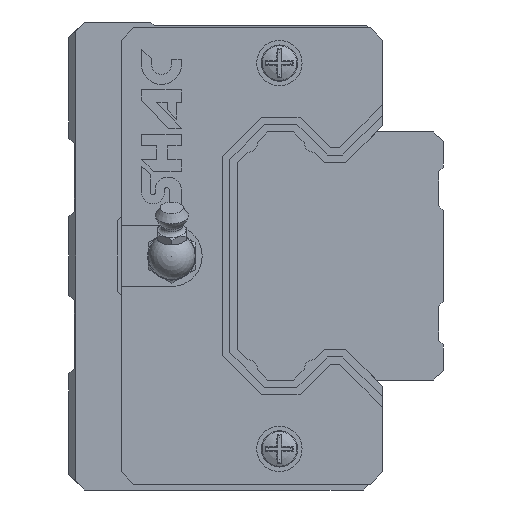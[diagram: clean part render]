
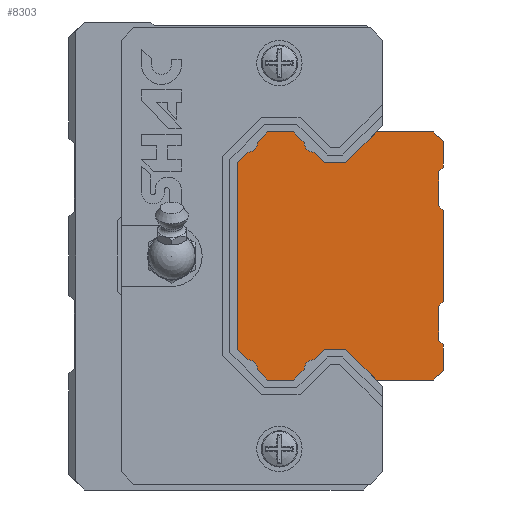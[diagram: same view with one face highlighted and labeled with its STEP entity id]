
A CAD part, left-side view. The second image highlights one B-rep face of the part: STEP entity #8303.
In plain terms, the highlighted planar face has unit normal (-1, 0, 0).
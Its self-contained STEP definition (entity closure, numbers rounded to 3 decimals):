
#220=CIRCLE('',#8868,2.134);
#221=CIRCLE('',#8869,2.134);
#222=CIRCLE('',#8870,2.134);
#223=CIRCLE('',#8871,2.134);
#444=ORIENTED_EDGE('',*,*,#2843,.T.);
#445=ORIENTED_EDGE('',*,*,#2844,.T.);
#446=ORIENTED_EDGE('',*,*,#2845,.T.);
#447=ORIENTED_EDGE('',*,*,#2809,.F.);
#448=ORIENTED_EDGE('',*,*,#2846,.T.);
#449=ORIENTED_EDGE('',*,*,#2847,.T.);
#450=ORIENTED_EDGE('',*,*,#2848,.T.);
#451=ORIENTED_EDGE('',*,*,#2813,.F.);
#452=ORIENTED_EDGE('',*,*,#2849,.F.);
#453=ORIENTED_EDGE('',*,*,#2850,.F.);
#454=ORIENTED_EDGE('',*,*,#2851,.F.);
#455=ORIENTED_EDGE('',*,*,#2852,.F.);
#456=ORIENTED_EDGE('',*,*,#2853,.F.);
#457=ORIENTED_EDGE('',*,*,#2854,.T.);
#458=ORIENTED_EDGE('',*,*,#2855,.F.);
#459=ORIENTED_EDGE('',*,*,#2856,.F.);
#460=ORIENTED_EDGE('',*,*,#2857,.F.);
#461=ORIENTED_EDGE('',*,*,#2858,.T.);
#462=ORIENTED_EDGE('',*,*,#2859,.F.);
#463=ORIENTED_EDGE('',*,*,#2860,.F.);
#464=ORIENTED_EDGE('',*,*,#2861,.F.);
#465=ORIENTED_EDGE('',*,*,#2862,.T.);
#466=ORIENTED_EDGE('',*,*,#2863,.F.);
#467=ORIENTED_EDGE('',*,*,#2864,.F.);
#468=ORIENTED_EDGE('',*,*,#2865,.F.);
#469=ORIENTED_EDGE('',*,*,#2866,.T.);
#470=ORIENTED_EDGE('',*,*,#2867,.F.);
#471=ORIENTED_EDGE('',*,*,#2868,.F.);
#472=ORIENTED_EDGE('',*,*,#2869,.F.);
#473=ORIENTED_EDGE('',*,*,#2870,.F.);
#474=ORIENTED_EDGE('',*,*,#2871,.F.);
#475=ORIENTED_EDGE('',*,*,#2800,.F.);
#2800=EDGE_CURVE('',#4001,#4002,#4819,.T.);
#2809=EDGE_CURVE('',#4010,#4008,#4825,.T.);
#2813=EDGE_CURVE('',#4014,#4012,#4829,.T.);
#2843=EDGE_CURVE('',#4001,#4041,#4855,.T.);
#2844=EDGE_CURVE('',#4041,#4042,#4856,.T.);
#2845=EDGE_CURVE('',#4042,#4008,#4857,.T.);
#2846=EDGE_CURVE('',#4010,#4043,#4858,.T.);
#2847=EDGE_CURVE('',#4043,#4044,#4859,.T.);
#2848=EDGE_CURVE('',#4044,#4012,#4860,.T.);
#2849=EDGE_CURVE('',#4045,#4014,#4861,.T.);
#2850=EDGE_CURVE('',#4046,#4045,#4862,.T.);
#2851=EDGE_CURVE('',#4047,#4046,#4863,.T.);
#2852=EDGE_CURVE('',#4048,#4047,#4864,.T.);
#2853=EDGE_CURVE('',#4049,#4048,#4865,.T.);
#2854=EDGE_CURVE('',#4049,#4050,#220,.T.);
#2855=EDGE_CURVE('',#4051,#4050,#4866,.T.);
#2856=EDGE_CURVE('',#4052,#4051,#4867,.T.);
#2857=EDGE_CURVE('',#4053,#4052,#4868,.T.);
#2858=EDGE_CURVE('',#4053,#4054,#221,.T.);
#2859=EDGE_CURVE('',#4055,#4054,#4869,.T.);
#2860=EDGE_CURVE('',#4056,#4055,#4870,.T.);
#2861=EDGE_CURVE('',#4057,#4056,#4871,.T.);
#2862=EDGE_CURVE('',#4057,#4058,#222,.T.);
#2863=EDGE_CURVE('',#4059,#4058,#4872,.T.);
#2864=EDGE_CURVE('',#4060,#4059,#4873,.T.);
#2865=EDGE_CURVE('',#4061,#4060,#4874,.T.);
#2866=EDGE_CURVE('',#4061,#4062,#223,.T.);
#2867=EDGE_CURVE('',#4063,#4062,#4875,.T.);
#2868=EDGE_CURVE('',#4064,#4063,#4876,.T.);
#2869=EDGE_CURVE('',#4065,#4064,#4877,.T.);
#2870=EDGE_CURVE('',#4066,#4065,#4878,.T.);
#2871=EDGE_CURVE('',#4002,#4066,#4879,.T.);
#4001=VERTEX_POINT('',#11865);
#4002=VERTEX_POINT('',#11867);
#4008=VERTEX_POINT('',#11880);
#4010=VERTEX_POINT('',#11884);
#4012=VERTEX_POINT('',#11889);
#4014=VERTEX_POINT('',#11893);
#4041=VERTEX_POINT('',#11953);
#4042=VERTEX_POINT('',#11955);
#4043=VERTEX_POINT('',#11958);
#4044=VERTEX_POINT('',#11960);
#4045=VERTEX_POINT('',#11963);
#4046=VERTEX_POINT('',#11965);
#4047=VERTEX_POINT('',#11967);
#4048=VERTEX_POINT('',#11969);
#4049=VERTEX_POINT('',#11971);
#4050=VERTEX_POINT('',#11973);
#4051=VERTEX_POINT('',#11975);
#4052=VERTEX_POINT('',#11977);
#4053=VERTEX_POINT('',#11979);
#4054=VERTEX_POINT('',#11981);
#4055=VERTEX_POINT('',#11983);
#4056=VERTEX_POINT('',#11985);
#4057=VERTEX_POINT('',#11987);
#4058=VERTEX_POINT('',#11989);
#4059=VERTEX_POINT('',#11991);
#4060=VERTEX_POINT('',#11993);
#4061=VERTEX_POINT('',#11995);
#4062=VERTEX_POINT('',#11997);
#4063=VERTEX_POINT('',#11999);
#4064=VERTEX_POINT('',#12001);
#4065=VERTEX_POINT('',#12003);
#4066=VERTEX_POINT('',#12005);
#4819=LINE('',#11866,#5806);
#4825=LINE('',#11885,#5812);
#4829=LINE('',#11894,#5816);
#4855=LINE('',#11952,#5842);
#4856=LINE('',#11954,#5843);
#4857=LINE('',#11956,#5844);
#4858=LINE('',#11957,#5845);
#4859=LINE('',#11959,#5846);
#4860=LINE('',#11961,#5847);
#4861=LINE('',#11962,#5848);
#4862=LINE('',#11964,#5849);
#4863=LINE('',#11966,#5850);
#4864=LINE('',#11968,#5851);
#4865=LINE('',#11970,#5852);
#4866=LINE('',#11974,#5853);
#4867=LINE('',#11976,#5854);
#4868=LINE('',#11978,#5855);
#4869=LINE('',#11982,#5856);
#4870=LINE('',#11984,#5857);
#4871=LINE('',#11986,#5858);
#4872=LINE('',#11990,#5859);
#4873=LINE('',#11992,#5860);
#4874=LINE('',#11994,#5861);
#4875=LINE('',#11998,#5862);
#4876=LINE('',#12000,#5863);
#4877=LINE('',#12002,#5864);
#4878=LINE('',#12004,#5865);
#4879=LINE('',#12006,#5866);
#5806=VECTOR('',#9533,1000.);
#5812=VECTOR('',#9547,1000.);
#5816=VECTOR('',#9553,1000.);
#5842=VECTOR('',#9591,1000.);
#5843=VECTOR('',#9592,1000.);
#5844=VECTOR('',#9593,1000.);
#5845=VECTOR('',#9594,1000.);
#5846=VECTOR('',#9595,1000.);
#5847=VECTOR('',#9596,1000.);
#5848=VECTOR('',#9597,1000.);
#5849=VECTOR('',#9598,1000.);
#5850=VECTOR('',#9599,1000.);
#5851=VECTOR('',#9600,1000.);
#5852=VECTOR('',#9601,1000.);
#5853=VECTOR('',#9604,1000.);
#5854=VECTOR('',#9605,1000.);
#5855=VECTOR('',#9606,1000.);
#5856=VECTOR('',#9609,1000.);
#5857=VECTOR('',#9610,1000.);
#5858=VECTOR('',#9611,1000.);
#5859=VECTOR('',#9614,1000.);
#5860=VECTOR('',#9615,1000.);
#5861=VECTOR('',#9616,1000.);
#5862=VECTOR('',#9619,1000.);
#5863=VECTOR('',#9620,1000.);
#5864=VECTOR('',#9621,1000.);
#5865=VECTOR('',#9622,1000.);
#5866=VECTOR('',#9623,1000.);
#6799=EDGE_LOOP('',(#444,#445,#446,#447,#448,#449,#450,#451,#452,#453,#454,
#455,#456,#457,#458,#459,#460,#461,#462,#463,#464,#465,#466,#467,#468,#469,
#470,#471,#472,#473,#474,#475));
#7362=FACE_BOUND('',#6799,.T.);
#7926=PLANE('',#8867);
#8303=ADVANCED_FACE('',(#7362),#7926,.F.);
#8867=AXIS2_PLACEMENT_3D('',#11951,#9589,#9590);
#8868=AXIS2_PLACEMENT_3D('',#11972,#9602,#9603);
#8869=AXIS2_PLACEMENT_3D('',#11980,#9607,#9608);
#8870=AXIS2_PLACEMENT_3D('',#11988,#9612,#9613);
#8871=AXIS2_PLACEMENT_3D('',#11996,#9617,#9618);
#9533=DIRECTION('',(0.,0.,-1.));
#9547=DIRECTION('',(0.,0.,-1.));
#9553=DIRECTION('',(0.,0.,-1.));
#9589=DIRECTION('',(1.,0.,0.));
#9590=DIRECTION('',(0.,0.,-1.));
#9591=DIRECTION('',(0.,0.707,0.707));
#9592=DIRECTION('',(0.,0.,1.));
#9593=DIRECTION('',(0.,-0.707,0.707));
#9594=DIRECTION('',(0.,0.707,0.707));
#9595=DIRECTION('',(0.,0.,1.));
#9596=DIRECTION('',(0.,-0.707,0.707));
#9597=DIRECTION('',(0.,-0.707,-0.707));
#9598=DIRECTION('',(0.,-1.,0.));
#9599=DIRECTION('',(0.,-0.707,0.707));
#9600=DIRECTION('',(0.,-1.,0.));
#9601=DIRECTION('',(0.,-0.707,-0.707));
#9602=DIRECTION('',(1.,0.,0.));
#9603=DIRECTION('',(0.,0.,-1.));
#9604=DIRECTION('',(0.,-0.707,-0.707));
#9605=DIRECTION('',(0.,-1.,0.));
#9606=DIRECTION('',(0.,-0.707,0.707));
#9607=DIRECTION('',(1.,0.,0.));
#9608=DIRECTION('',(0.,0.,-1.));
#9609=DIRECTION('',(0.,-0.707,0.707));
#9610=DIRECTION('',(0.,0.,1.));
#9611=DIRECTION('',(0.,0.707,0.707));
#9612=DIRECTION('',(1.,0.,0.));
#9613=DIRECTION('',(0.,0.,-1.));
#9614=DIRECTION('',(0.,0.707,0.707));
#9615=DIRECTION('',(0.,1.,0.));
#9616=DIRECTION('',(0.,0.707,-0.707));
#9617=DIRECTION('',(1.,0.,0.));
#9618=DIRECTION('',(0.,0.,-1.));
#9619=DIRECTION('',(0.,0.707,-0.707));
#9620=DIRECTION('',(0.,1.,0.));
#9621=DIRECTION('',(0.,0.707,0.707));
#9622=DIRECTION('',(0.,1.,0.));
#9623=DIRECTION('',(0.,0.707,-0.707));
#11865=CARTESIAN_POINT('',(-150.,0.,-19.));
#11866=CARTESIAN_POINT('',(-150.,0.,24.5));
#11867=CARTESIAN_POINT('',(-150.,0.,-24.5));
#11880=CARTESIAN_POINT('',(-150.,0.,-9.75));
#11884=CARTESIAN_POINT('',(-150.,0.,9.75));
#11885=CARTESIAN_POINT('',(-150.,0.,24.5));
#11889=CARTESIAN_POINT('',(-150.,0.,19.));
#11893=CARTESIAN_POINT('',(-150.,0.,24.5));
#11894=CARTESIAN_POINT('',(-150.,0.,24.5));
#11951=CARTESIAN_POINT('',(-150.,27.607,24.294));
#11952=CARTESIAN_POINT('',(-150.,0.,-19.));
#11953=CARTESIAN_POINT('',(-150.,1.,-18.));
#11954=CARTESIAN_POINT('',(-150.,1.,-18.));
#11955=CARTESIAN_POINT('',(-150.,1.,-10.75));
#11956=CARTESIAN_POINT('',(-150.,1.,-10.75));
#11957=CARTESIAN_POINT('',(-150.,0.,9.75));
#11958=CARTESIAN_POINT('',(-150.,1.,10.75));
#11959=CARTESIAN_POINT('',(-150.,1.,10.75));
#11960=CARTESIAN_POINT('',(-150.,1.,18.));
#11961=CARTESIAN_POINT('',(-150.,1.,18.));
#11962=CARTESIAN_POINT('',(-150.,2.,26.5));
#11963=CARTESIAN_POINT('',(-150.,2.,26.5));
#11964=CARTESIAN_POINT('',(-150.,14.325,26.5));
#11965=CARTESIAN_POINT('',(-150.,14.325,26.5));
#11966=CARTESIAN_POINT('',(-150.,20.835,19.99));
#11967=CARTESIAN_POINT('',(-150.,20.835,19.99));
#11968=CARTESIAN_POINT('',(-150.,25.4,19.99));
#11969=CARTESIAN_POINT('',(-150.,25.4,19.99));
#11970=CARTESIAN_POINT('',(-150.,27.57,22.16));
#11971=CARTESIAN_POINT('',(-150.,27.57,22.16));
#11972=CARTESIAN_POINT('',(-150.,27.607,24.294));
#11973=CARTESIAN_POINT('',(-150.,29.74,24.33));
#11974=CARTESIAN_POINT('',(-150.,31.91,26.5));
#11975=CARTESIAN_POINT('',(-150.,31.91,26.5));
#11976=CARTESIAN_POINT('',(-150.,37.49,26.5));
#11977=CARTESIAN_POINT('',(-150.,37.49,26.5));
#11978=CARTESIAN_POINT('',(-150.,39.66,24.33));
#11979=CARTESIAN_POINT('',(-150.,39.66,24.33));
#11980=CARTESIAN_POINT('',(-150.,41.794,24.294));
#11981=CARTESIAN_POINT('',(-150.,41.83,22.16));
#11982=CARTESIAN_POINT('',(-150.,44.,19.99));
#11983=CARTESIAN_POINT('',(-150.,44.,19.99));
#11984=CARTESIAN_POINT('',(-150.,44.,-19.99));
#11985=CARTESIAN_POINT('',(-150.,44.,-19.99));
#11986=CARTESIAN_POINT('',(-150.,41.83,-22.16));
#11987=CARTESIAN_POINT('',(-150.,41.83,-22.16));
#11988=CARTESIAN_POINT('',(-150.,41.794,-24.294));
#11989=CARTESIAN_POINT('',(-150.,39.66,-24.33));
#11990=CARTESIAN_POINT('',(-150.,37.49,-26.5));
#11991=CARTESIAN_POINT('',(-150.,37.49,-26.5));
#11992=CARTESIAN_POINT('',(-150.,31.91,-26.5));
#11993=CARTESIAN_POINT('',(-150.,31.91,-26.5));
#11994=CARTESIAN_POINT('',(-150.,29.74,-24.33));
#11995=CARTESIAN_POINT('',(-150.,29.74,-24.33));
#11996=CARTESIAN_POINT('',(-150.,27.607,-24.294));
#11997=CARTESIAN_POINT('',(-150.,27.57,-22.16));
#11998=CARTESIAN_POINT('',(-150.,25.4,-19.99));
#11999=CARTESIAN_POINT('',(-150.,25.4,-19.99));
#12000=CARTESIAN_POINT('',(-150.,20.835,-19.99));
#12001=CARTESIAN_POINT('',(-150.,20.835,-19.99));
#12002=CARTESIAN_POINT('',(-150.,14.325,-26.5));
#12003=CARTESIAN_POINT('',(-150.,14.325,-26.5));
#12004=CARTESIAN_POINT('',(-150.,2.,-26.5));
#12005=CARTESIAN_POINT('',(-150.,2.,-26.5));
#12006=CARTESIAN_POINT('',(-150.,0.,-24.5));
